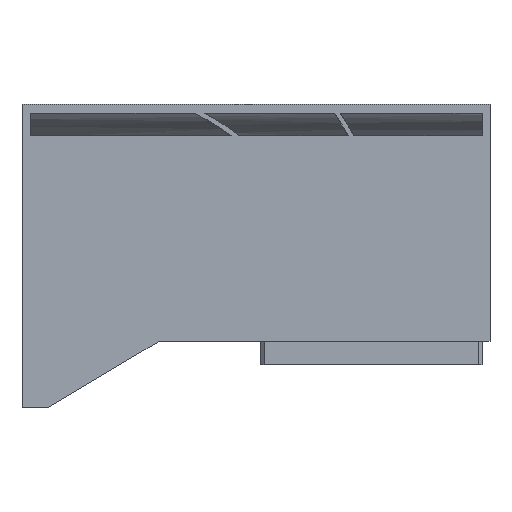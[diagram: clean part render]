
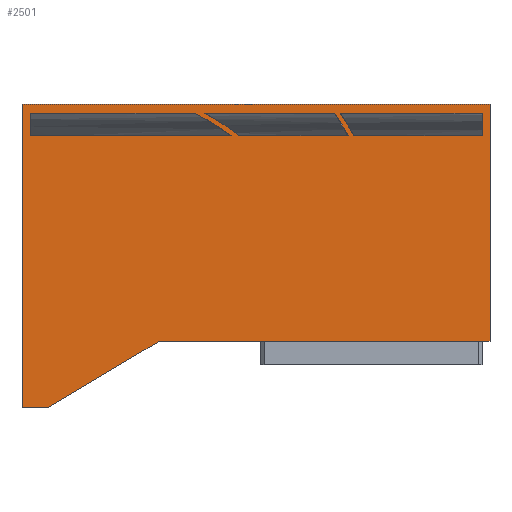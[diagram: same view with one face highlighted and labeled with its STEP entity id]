
A CAD part, front view. The second image highlights one B-rep face of the part: STEP entity #2501.
In plain terms, the highlighted planar face has unit normal (0, -1, 0).
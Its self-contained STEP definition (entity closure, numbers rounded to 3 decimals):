
#32 = VERTEX_POINT('',#33);
#33 = CARTESIAN_POINT('',(33.,0.,6.));
#39 = EDGE_CURVE('',#32,#40,#42,.T.);
#40 = VERTEX_POINT('',#41);
#41 = CARTESIAN_POINT('',(4.5,0.,-11.));
#42 = LINE('',#43,#44);
#43 = CARTESIAN_POINT('',(49.159,0.,15.639));
#44 = VECTOR('',#45,1.);
#45 = DIRECTION('',(-0.859,0.,-0.512));
#70 = EDGE_CURVE('',#40,#71,#73,.T.);
#71 = VERTEX_POINT('',#72);
#72 = CARTESIAN_POINT('',(-2.,0.,-11.));
#73 = LINE('',#74,#75);
#74 = CARTESIAN_POINT('',(31.625,0.,-11.));
#75 = VECTOR('',#76,1.);
#76 = DIRECTION('',(-1.,0.,0.));
#117 = VERTEX_POINT('',#118);
#118 = CARTESIAN_POINT('',(117.5,0.,6.));
#124 = EDGE_CURVE('',#32,#117,#125,.T.);
#125 = LINE('',#126,#127);
#126 = CARTESIAN_POINT('',(118.5,0.,6.));
#127 = VECTOR('',#128,1.);
#128 = DIRECTION('',(1.,0.,0.));
#289 = VERTEX_POINT('',#290);
#290 = CARTESIAN_POINT('',(-2.,0.,66.578));
#296 = EDGE_CURVE('',#289,#297,#299,.T.);
#297 = VERTEX_POINT('',#298);
#298 = CARTESIAN_POINT('',(117.5,0.,66.578));
#299 = LINE('',#300,#301);
#300 = CARTESIAN_POINT('',(118.5,0.,66.578));
#301 = VECTOR('',#302,1.);
#302 = DIRECTION('',(1.,0.,0.));
#369 = VERTEX_POINT('',#370);
#370 = CARTESIAN_POINT('',(0.2,0.,58.454));
#376 = EDGE_CURVE('',#369,#377,#379,.T.);
#377 = VERTEX_POINT('',#378);
#378 = CARTESIAN_POINT('',(51.533,0.,58.454));
#379 = LINE('',#380,#381);
#380 = CARTESIAN_POINT('',(0.,0.,58.454));
#381 = VECTOR('',#382,1.);
#382 = DIRECTION('',(1.,0.,0.));
#730 = EDGE_CURVE('',#731,#377,#733,.T.);
#731 = VERTEX_POINT('',#732);
#732 = CARTESIAN_POINT('',(41.974,0.,64.278));
#733 = CIRCLE('',#734,65.072);
#734 = AXIS2_PLACEMENT_3D('',#735,#736,#737);
#735 = CARTESIAN_POINT('',(13.023,0.,6.));
#736 = DIRECTION('',(0.,1.,0.));
#737 = DIRECTION('',(1.,0.,0.));
#814 = VERTEX_POINT('',#815);
#815 = CARTESIAN_POINT('',(0.2,0.,64.278));
#821 = EDGE_CURVE('',#814,#369,#822,.T.);
#822 = LINE('',#823,#824);
#823 = CARTESIAN_POINT('',(0.2,0.,65.278));
#824 = VECTOR('',#825,1.);
#825 = DIRECTION('',(0.,0.,-1.));
#1095 = EDGE_CURVE('',#731,#814,#1096,.T.);
#1096 = LINE('',#1097,#1098);
#1097 = CARTESIAN_POINT('',(117.5,0.,64.278));
#1098 = VECTOR('',#1099,1.);
#1099 = DIRECTION('',(-1.,-0.,-0.));
#1357 = VERTEX_POINT('',#1358);
#1358 = CARTESIAN_POINT('',(53.528,0.,58.454));
#1364 = EDGE_CURVE('',#1365,#1357,#1367,.T.);
#1365 = VERTEX_POINT('',#1366);
#1366 = CARTESIAN_POINT('',(44.579,0.,64.278));
#1367 = CIRCLE('',#1368,66.272);
#1368 = AXIS2_PLACEMENT_3D('',#1369,#1370,#1371);
#1369 = CARTESIAN_POINT('',(13.023,0.,6.));
#1370 = DIRECTION('',(0.,1.,0.));
#1371 = DIRECTION('',(1.,0.,0.));
#1431 = EDGE_CURVE('',#1357,#1432,#1434,.T.);
#1432 = VERTEX_POINT('',#1433);
#1433 = CARTESIAN_POINT('',(81.348,0.,58.454));
#1434 = LINE('',#1435,#1436);
#1435 = CARTESIAN_POINT('',(0.,0.,58.454));
#1436 = VECTOR('',#1437,1.);
#1437 = DIRECTION('',(1.,0.,0.));
#1572 = EDGE_CURVE('',#1573,#1432,#1575,.T.);
#1573 = VERTEX_POINT('',#1574);
#1574 = CARTESIAN_POINT('',(77.851,0.,64.278));
#1575 = CIRCLE('',#1576,107.598);
#1576 = AXIS2_PLACEMENT_3D('',#1577,#1578,#1579);
#1577 = CARTESIAN_POINT('',(-12.598,0.,6.));
#1578 = DIRECTION('',(0.,1.,0.));
#1579 = DIRECTION('',(1.,0.,0.));
#1735 = VERTEX_POINT('',#1736);
#1736 = CARTESIAN_POINT('',(82.72,0.,58.454));
#1742 = EDGE_CURVE('',#1743,#1735,#1745,.T.);
#1743 = VERTEX_POINT('',#1744);
#1744 = CARTESIAN_POINT('',(79.275,0.,64.278));
#1745 = CIRCLE('',#1746,108.798);
#1746 = AXIS2_PLACEMENT_3D('',#1747,#1748,#1749);
#1747 = CARTESIAN_POINT('',(-12.598,0.,6.));
#1748 = DIRECTION('',(0.,1.,0.));
#1749 = DIRECTION('',(1.,0.,0.));
#1797 = EDGE_CURVE('',#1735,#1798,#1800,.T.);
#1798 = VERTEX_POINT('',#1799);
#1799 = CARTESIAN_POINT('',(115.5,0.,58.454));
#1800 = LINE('',#1801,#1802);
#1801 = CARTESIAN_POINT('',(0.,0.,58.454));
#1802 = VECTOR('',#1803,1.);
#1803 = DIRECTION('',(1.,0.,0.));
#1840 = VERTEX_POINT('',#1841);
#1841 = CARTESIAN_POINT('',(115.5,0.,64.278));
#1847 = EDGE_CURVE('',#1798,#1840,#1848,.T.);
#1848 = LINE('',#1849,#1850);
#1849 = CARTESIAN_POINT('',(115.5,0.,6.));
#1850 = VECTOR('',#1851,1.);
#1851 = DIRECTION('',(0.,0.,1.));
#2157 = EDGE_CURVE('',#1573,#1365,#2158,.T.);
#2158 = LINE('',#2159,#2160);
#2159 = CARTESIAN_POINT('',(117.5,0.,64.278));
#2160 = VECTOR('',#2161,1.);
#2161 = DIRECTION('',(-1.,-0.,-0.));
#2274 = EDGE_CURVE('',#1840,#1743,#2275,.T.);
#2275 = LINE('',#2276,#2277);
#2276 = CARTESIAN_POINT('',(117.5,0.,64.278));
#2277 = VECTOR('',#2278,1.);
#2278 = DIRECTION('',(-1.,-0.,-0.));
#2501 = ADVANCED_FACE('',(#2502,#2520,#2526,#2532),#2538,.T.);
#2502 = FACE_BOUND('',#2503,.T.);
#2503 = EDGE_LOOP('',(#2504,#2505,#2506,#2512,#2513,#2519));
#2504 = ORIENTED_EDGE('',*,*,#39,.F.);
#2505 = ORIENTED_EDGE('',*,*,#124,.T.);
#2506 = ORIENTED_EDGE('',*,*,#2507,.T.);
#2507 = EDGE_CURVE('',#117,#297,#2508,.T.);
#2508 = LINE('',#2509,#2510);
#2509 = CARTESIAN_POINT('',(117.5,0.,6.));
#2510 = VECTOR('',#2511,1.);
#2511 = DIRECTION('',(0.,0.,1.));
#2512 = ORIENTED_EDGE('',*,*,#296,.F.);
#2513 = ORIENTED_EDGE('',*,*,#2514,.F.);
#2514 = EDGE_CURVE('',#71,#289,#2515,.T.);
#2515 = LINE('',#2516,#2517);
#2516 = CARTESIAN_POINT('',(-2.,0.,12.644));
#2517 = VECTOR('',#2518,1.);
#2518 = DIRECTION('',(0.,0.,1.));
#2519 = ORIENTED_EDGE('',*,*,#70,.F.);
#2520 = FACE_BOUND('',#2521,.T.);
#2521 = EDGE_LOOP('',(#2522,#2523,#2524,#2525));
#2522 = ORIENTED_EDGE('',*,*,#821,.F.);
#2523 = ORIENTED_EDGE('',*,*,#1095,.F.);
#2524 = ORIENTED_EDGE('',*,*,#730,.T.);
#2525 = ORIENTED_EDGE('',*,*,#376,.F.);
#2526 = FACE_BOUND('',#2527,.T.);
#2527 = EDGE_LOOP('',(#2528,#2529,#2530,#2531));
#2528 = ORIENTED_EDGE('',*,*,#1364,.F.);
#2529 = ORIENTED_EDGE('',*,*,#2157,.F.);
#2530 = ORIENTED_EDGE('',*,*,#1572,.T.);
#2531 = ORIENTED_EDGE('',*,*,#1431,.F.);
#2532 = FACE_BOUND('',#2533,.T.);
#2533 = EDGE_LOOP('',(#2534,#2535,#2536,#2537));
#2534 = ORIENTED_EDGE('',*,*,#1742,.F.);
#2535 = ORIENTED_EDGE('',*,*,#2274,.F.);
#2536 = ORIENTED_EDGE('',*,*,#1847,.F.);
#2537 = ORIENTED_EDGE('',*,*,#1797,.F.);
#2538 = PLANE('',#2539);
#2539 = AXIS2_PLACEMENT_3D('',#2540,#2541,#2542);
#2540 = CARTESIAN_POINT('',(54.611,0.,33.162));
#2541 = DIRECTION('',(-0.,-1.,-0.));
#2542 = DIRECTION('',(0.,0.,-1.));
